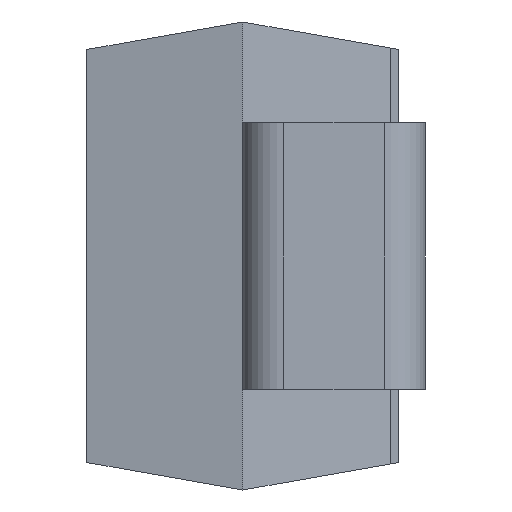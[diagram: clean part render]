
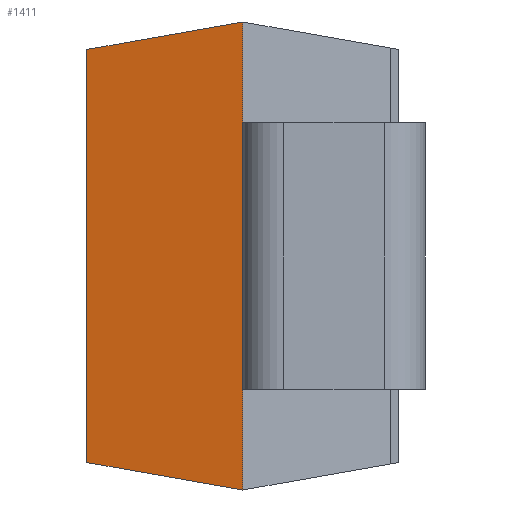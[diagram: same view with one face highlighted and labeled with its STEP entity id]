
A CAD part, left-side view. The second image highlights one B-rep face of the part: STEP entity #1411.
In plain terms, the highlighted planar face has unit normal (-0.985, 0.174, 0).
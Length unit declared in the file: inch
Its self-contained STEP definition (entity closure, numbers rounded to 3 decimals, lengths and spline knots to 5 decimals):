
#57 = LINE ( 'NONE', #744, #1667 ) ;
#102 = FACE_OUTER_BOUND ( 'NONE', #1753, .T. ) ;
#129 = CARTESIAN_POINT ( 'NONE',  ( -0.08675, 0., 0.07125 ) ) ;
#153 = CARTESIAN_POINT ( 'NONE',  ( -0.07837, 0.0475, -0.06287 ) ) ;
#172 = VERTEX_POINT ( 'NONE', #129 ) ;
#217 = LINE ( 'NONE', #777, #262 ) ;
#236 = CARTESIAN_POINT ( 'NONE',  ( -0.08675, 0., 0.07125 ) ) ;
#262 = VECTOR ( 'NONE', #469, 39.37008 ) ;
#276 = EDGE_CURVE ( 'NONE', #1713, #555, #57, .T. ) ;
#326 = DIRECTION ( 'NONE',  ( -0.171, -0.97, -0.171 ) ) ;
#333 = EDGE_CURVE ( 'NONE', #1713, #429, #640, .T. ) ;
#350 = VECTOR ( 'NONE', #1058, 39.37008 ) ;
#429 = VERTEX_POINT ( 'NONE', #472 ) ;
#457 = ORIENTED_EDGE ( 'NONE', *, *, #333, .F. ) ;
#469 = DIRECTION ( 'NONE',  ( 0., 0., 1. ) ) ;
#472 = CARTESIAN_POINT ( 'NONE',  ( -0.07837, 0.0475, 0.06287 ) ) ;
#547 = ORIENTED_EDGE ( 'NONE', *, *, #1161, .T. ) ;
#555 = VERTEX_POINT ( 'NONE', #1382 ) ;
#618 = EDGE_CURVE ( 'NONE', #429, #172, #1195, .T. ) ;
#640 = LINE ( 'NONE', #1629, #350 ) ;
#744 = CARTESIAN_POINT ( 'NONE',  ( -0.08258, 0.02366, -0.06708 ) ) ;
#777 = CARTESIAN_POINT ( 'NONE',  ( -0.08675, 0., 0.07125 ) ) ;
#869 = ORIENTED_EDGE ( 'NONE', *, *, #618, .F. ) ;
#932 = AXIS2_PLACEMENT_3D ( 'NONE', #236, #1264, #970 ) ;
#970 = DIRECTION ( 'NONE',  ( -0.174, -0.985, 0. ) ) ;
#1022 = VECTOR ( 'NONE', #1562, 39.37008 ) ;
#1058 = DIRECTION ( 'NONE',  ( 0., 0., 1. ) ) ;
#1161 = EDGE_CURVE ( 'NONE', #555, #172, #217, .T. ) ;
#1195 = LINE ( 'NONE', #1711, #1022 ) ;
#1264 = DIRECTION ( 'NONE',  ( -0.985, 0.174, 0. ) ) ;
#1317 = ORIENTED_EDGE ( 'NONE', *, *, #276, .T. ) ;
#1382 = CARTESIAN_POINT ( 'NONE',  ( -0.08675, 0., -0.07125 ) ) ;
#1411 = ADVANCED_FACE ( 'NONE', ( #102 ), #1551, .T. ) ;
#1551 = PLANE ( 'NONE',  #932 ) ;
#1562 = DIRECTION ( 'NONE',  ( -0.171, -0.97, 0.171 ) ) ;
#1629 = CARTESIAN_POINT ( 'NONE',  ( -0.07837, 0.0475, 0.07125 ) ) ;
#1667 = VECTOR ( 'NONE', #326, 39.37008 ) ;
#1711 = CARTESIAN_POINT ( 'NONE',  ( -0.08167, 0.0288, 0.06617 ) ) ;
#1713 = VERTEX_POINT ( 'NONE', #153 ) ;
#1753 = EDGE_LOOP ( 'NONE', ( #547, #869, #457, #1317 ) ) ;
